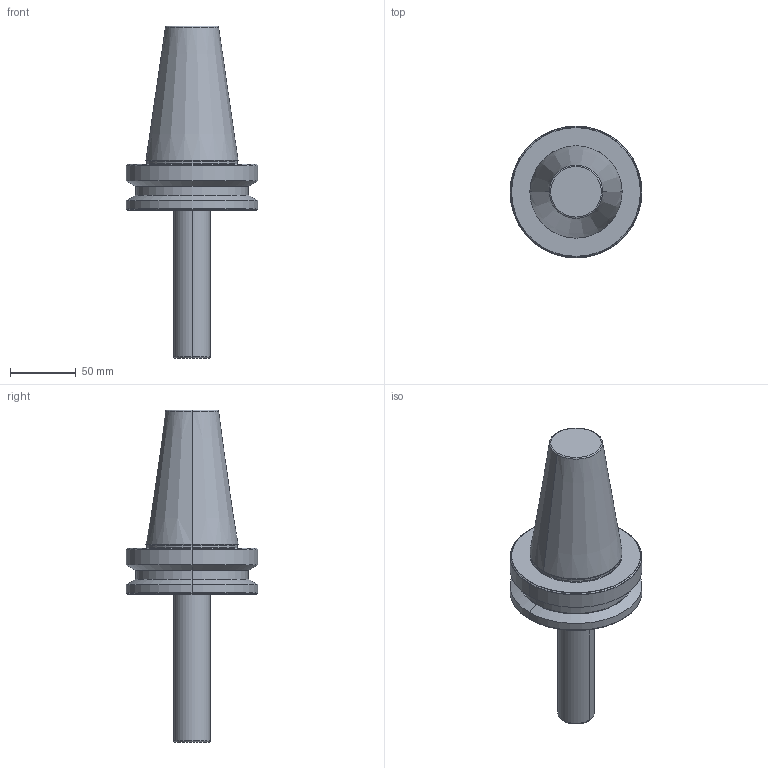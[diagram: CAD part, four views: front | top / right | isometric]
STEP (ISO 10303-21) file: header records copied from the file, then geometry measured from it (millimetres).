
FILE_DESCRIPTION (( 'STEP AP203' ), '1' );
FILE_NAME ('BT50 DMC 10 150 AD-2.5G 25000 SL.STEP', '2019-05-24T08:39:08', ( '' ), ( '' ), 'SwSTEP 2.0', 'SolidWorks 2014', '' );
FILE_SCHEMA (( 'CONFIG_CONTROL_DESIGN' ));
Length unit declared in the file: millimetre
Products named in the file (1): BT50 DMC 10 150 AD-2.5G 25000 SL
Bounding box: 100 x 100 x 251.8 mm (x, y, z)
Volume: 578980.6 mm3; surface area: 54159.4 mm2
Topology: 1 solids, 1 shells, 42 faces, 82 edges, 46 vertices
Faces by surface type: torus 14, cone 12, cylinder 10, plane 6
Entity records: 1155 total; most frequent: DIRECTION 228, CARTESIAN_POINT 171, ORIENTED_EDGE 164, AXIS2_PLACEMENT_3D 103, EDGE_CURVE 82, CIRCLE 60, EDGE_LOOP 46, VERTEX_POINT 46
